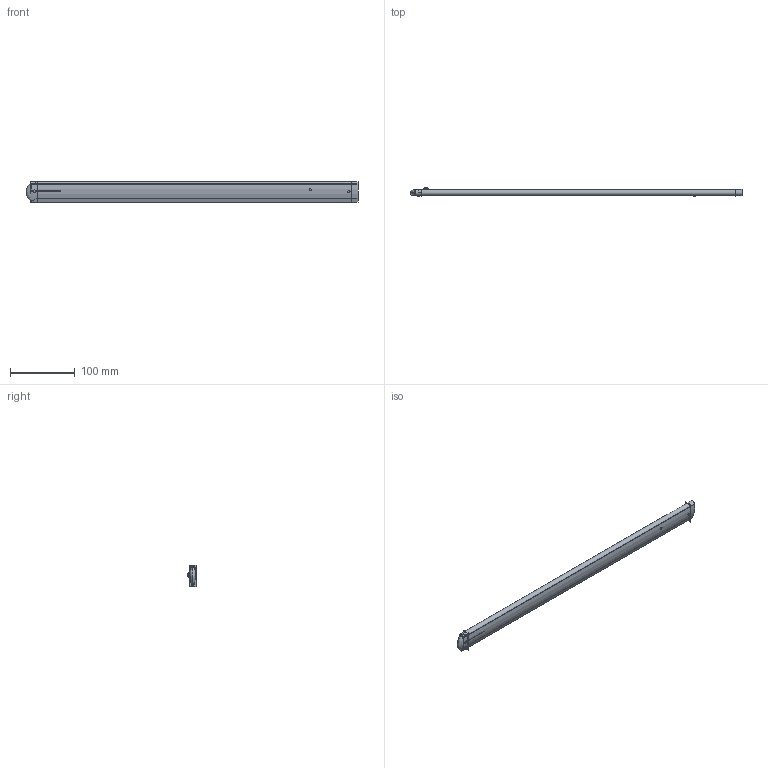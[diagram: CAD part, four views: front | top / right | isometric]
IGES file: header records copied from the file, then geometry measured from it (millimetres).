
Start section:  PTC IGES file: a-791sa.igs
Global section: file name: a-791sa.igs; native system: Creo Parametric by PTC Inc.; preprocessor: 2021284; author: Student; organization: Unknown; date: 20211206.142618; units: millimetre
Bounding box: 512.89 x 12.58 x 33.28 mm (x, y, z)
Surface area: 75373.9 mm2 (no closed solid volume)
Topology: 0 solids, 0 shells, 244 faces, 3263 edges, 4228 vertices
Faces by surface type: bspline 132, revolution 112
